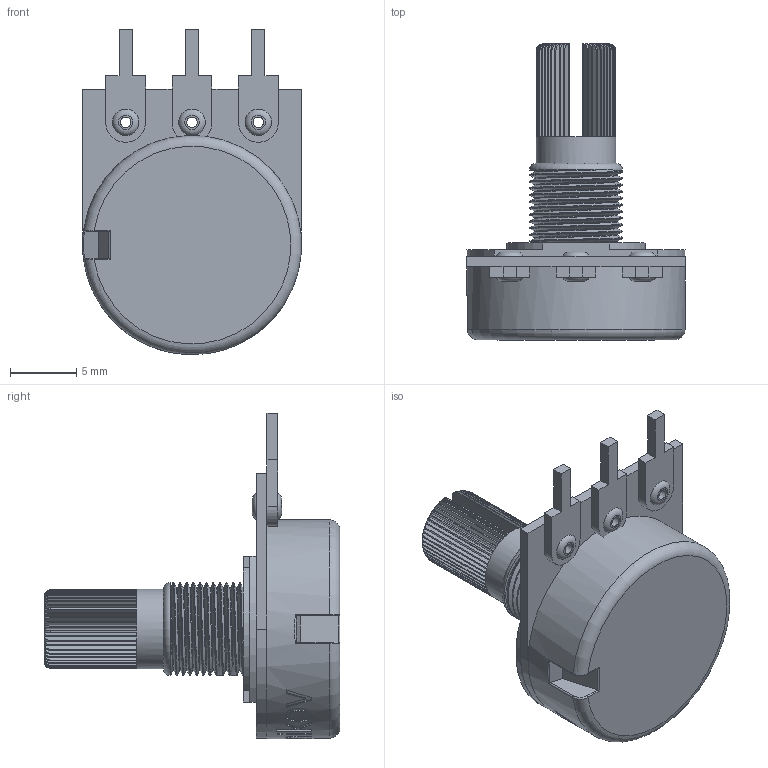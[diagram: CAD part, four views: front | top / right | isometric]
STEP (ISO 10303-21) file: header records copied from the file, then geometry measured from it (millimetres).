
FILE_DESCRIPTION(/* description */ (''),/* implementation_level */ '2;1');
FILE_NAME(/* name */ 'Rez10K.stp',/* time_stamp */ '2018-07-01T22:32:15+05:00',/* author */ ('Andrei'),/* organization */ (''),/* preprocessor_version */ 'ST-DEVELOPER v17',/* originating_system */ 'Autodesk Inventor 2019',/* authorisation */ '');
FILE_SCHEMA (('AUTOMOTIVE_DESIGN { 1 0 10303 214 3 1 1 }'));
Length unit declared in the file: millimetre
Products named in the file (1): Rez10K
Bounding box: 16.5 x 22.3 x 24.5 mm (x, y, z)
Volume: 1995 mm3; surface area: 2808.5 mm2
Topology: 4 solids, 4 shells, 507 faces, 1318 edges, 849 vertices
Faces by surface type: plane 291, bspline 111, torus 56, cylinder 49
Full cylindrical faces by diameter (mm): 0.8 x3, 6 x1, 6.259 x2, 7 x12, 16.5 x1
Entity records: 23494 total; most frequent: CARTESIAN_POINT 11270, ORIENTED_EDGE 2636, DIRECTION 2045, EDGE_CURVE 1318, VERTEX_POINT 849, LINE 693, VECTOR 693, AXIS2_PLACEMENT_3D 676
